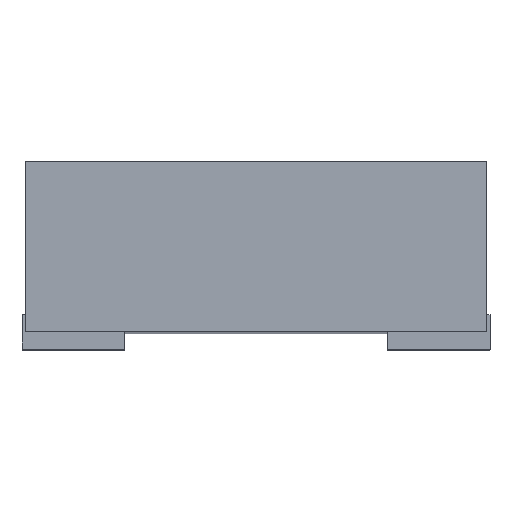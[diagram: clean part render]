
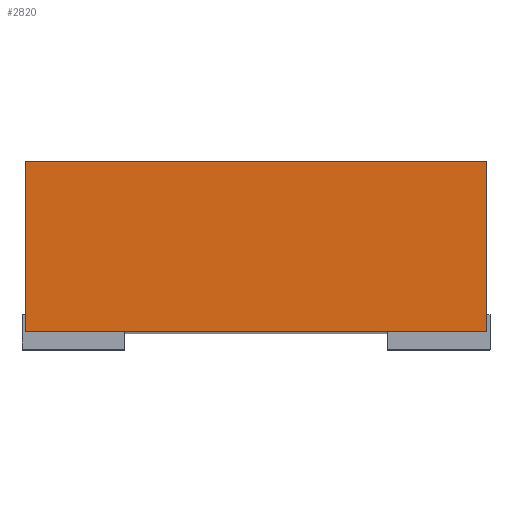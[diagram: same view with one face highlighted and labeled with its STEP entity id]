
A CAD part, top view. The second image highlights one B-rep face of the part: STEP entity #2820.
In plain terms, the highlighted planar face has unit normal (0, 0, 1).
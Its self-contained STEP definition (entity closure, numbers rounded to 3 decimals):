
#94 = LINE ( 'NONE', #1631, #2642 ) ;
#317 = CARTESIAN_POINT ( 'NONE',  ( 0.675, 0.55, 1.75 ) ) ;
#389 = CARTESIAN_POINT ( 'NONE',  ( -0.675, 0.55, 1.75 ) ) ;
#486 = EDGE_CURVE ( 'NONE', #2813, #1468, #3134, .T. ) ;
#599 = VERTEX_POINT ( 'NONE', #2981 ) ;
#600 = FACE_OUTER_BOUND ( 'NONE', #2733, .T. ) ;
#710 = AXIS2_PLACEMENT_3D ( 'NONE', #3086, #2426, #2496 ) ;
#904 = DIRECTION ( 'NONE',  ( 0., -1., 0. ) ) ;
#1209 = VERTEX_POINT ( 'NONE', #4024 ) ;
#1210 = CARTESIAN_POINT ( 'NONE',  ( -0.675, 0.55, 1.75 ) ) ;
#1315 = EDGE_CURVE ( 'NONE', #1209, #599, #94, .T. ) ;
#1454 = CARTESIAN_POINT ( 'NONE',  ( 0.675, 0.55, 1.75 ) ) ;
#1468 = VERTEX_POINT ( 'NONE', #317 ) ;
#1552 = PLANE ( 'NONE',  #710 ) ;
#1631 = CARTESIAN_POINT ( 'NONE',  ( -0.675, 0.05, 1.75 ) ) ;
#1640 = DIRECTION ( 'NONE',  ( 1., 0., 0. ) ) ;
#1787 = VECTOR ( 'NONE', #1640, 1000. ) ;
#1846 = ORIENTED_EDGE ( 'NONE', *, *, #3381, .T. ) ;
#1905 = ORIENTED_EDGE ( 'NONE', *, *, #486, .F. ) ;
#2058 = LINE ( 'NONE', #3010, #3273 ) ;
#2153 = ORIENTED_EDGE ( 'NONE', *, *, #1315, .T. ) ;
#2208 = VECTOR ( 'NONE', #904, 1000. ) ;
#2274 = ORIENTED_EDGE ( 'NONE', *, *, #3351, .F. ) ;
#2426 = DIRECTION ( 'NONE',  ( 0., 0., -1. ) ) ;
#2428 = DIRECTION ( 'NONE',  ( 0., -1., 0. ) ) ;
#2496 = DIRECTION ( 'NONE',  ( -1., 0., 0. ) ) ;
#2642 = VECTOR ( 'NONE', #3183, 1000. ) ;
#2694 = LINE ( 'NONE', #1454, #2208 ) ;
#2733 = EDGE_LOOP ( 'NONE', ( #2153, #2274, #1905, #1846 ) ) ;
#2813 = VERTEX_POINT ( 'NONE', #1210 ) ;
#2820 = ADVANCED_FACE ( 'NONE', ( #600 ), #1552, .F. ) ;
#2981 = CARTESIAN_POINT ( 'NONE',  ( 0.675, 0.05, 1.75 ) ) ;
#3010 = CARTESIAN_POINT ( 'NONE',  ( -0.675, 0.55, 1.75 ) ) ;
#3086 = CARTESIAN_POINT ( 'NONE',  ( -0.675, 0.55, 1.75 ) ) ;
#3134 = LINE ( 'NONE', #389, #1787 ) ;
#3183 = DIRECTION ( 'NONE',  ( 1., 0., 0. ) ) ;
#3273 = VECTOR ( 'NONE', #2428, 1000. ) ;
#3351 = EDGE_CURVE ( 'NONE', #1468, #599, #2694, .T. ) ;
#3381 = EDGE_CURVE ( 'NONE', #2813, #1209, #2058, .T. ) ;
#4024 = CARTESIAN_POINT ( 'NONE',  ( -0.675, 0.05, 1.75 ) ) ;
